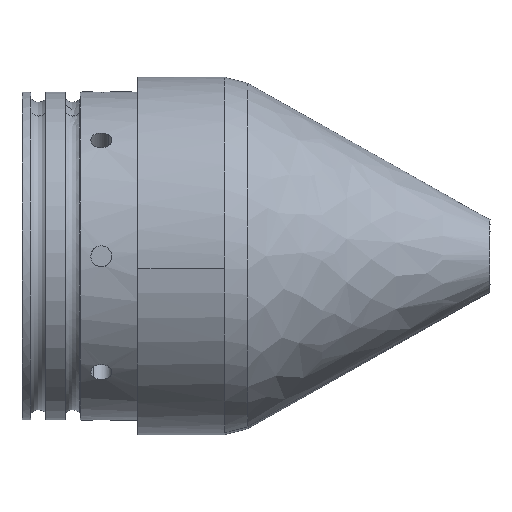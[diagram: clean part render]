
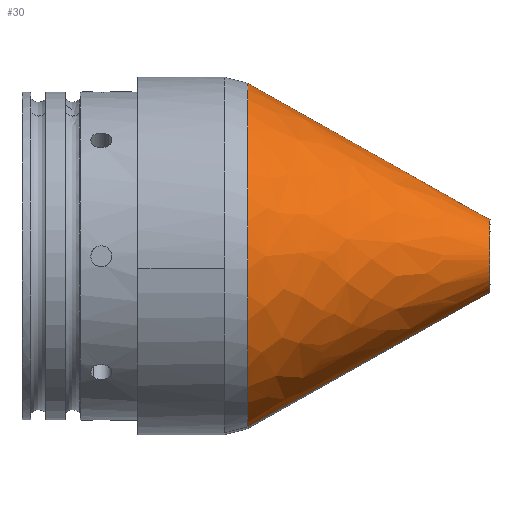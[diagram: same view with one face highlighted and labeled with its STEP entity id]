
A CAD part, front view. The second image highlights one B-rep face of the part: STEP entity #30.
In plain terms, the highlighted free-form (B-spline) face has degree [2, 1] with [5, 2] control points.
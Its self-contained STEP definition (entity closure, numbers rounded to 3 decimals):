
#30=ADVANCED_FACE('',(#141),#1580,.T.);
#141=FACE_OUTER_BOUND('',#246,.T.);
#246=EDGE_LOOP('',(#430,#431,#432,#433));
#430=ORIENTED_EDGE('',*,*,#1036,.T.);
#431=ORIENTED_EDGE('',*,*,#1037,.T.);
#432=ORIENTED_EDGE('',*,*,#909,.F.);
#433=ORIENTED_EDGE('',*,*,#1038,.F.);
#909=EDGE_CURVE('',#1383,#1414,#1272,.T.);
#1036=EDGE_CURVE('',#1491,#1492,#1184,.T.);
#1037=EDGE_CURVE('',#1492,#1414,#1185,.T.);
#1038=EDGE_CURVE('',#1491,#1383,#1186,.T.);
#1184=(
BOUNDED_CURVE()
B_SPLINE_CURVE(1,(#11336,#11337),.UNSPECIFIED.,.F.,.F.)
B_SPLINE_CURVE_WITH_KNOTS((2,2),(9.347,44.234),
 .UNSPECIFIED.)
CURVE()
GEOMETRIC_REPRESENTATION_ITEM()
RATIONAL_B_SPLINE_CURVE((1.,1.))
REPRESENTATION_ITEM('')
);
#1185=(
BOUNDED_CURVE()
B_SPLINE_CURVE(2,(#11338,#11339,#11340,#11341,#11342),.UNSPECIFIED.,.F.,
 .F.)
B_SPLINE_CURVE_WITH_KNOTS((3,2,3),(3.779,8.182,12.585),
 .UNSPECIFIED.)
CURVE()
GEOMETRIC_REPRESENTATION_ITEM()
RATIONAL_B_SPLINE_CURVE((1.,0.707,1.,0.707,1.))
REPRESENTATION_ITEM('')
);
#1186=(
BOUNDED_CURVE()
B_SPLINE_CURVE(2,(#11343,#11344,#11345,#11346,#11347,#11348,#11349),
 .UNSPECIFIED.,.F.,.F.)
B_SPLINE_CURVE_WITH_KNOTS((3,2,2,3),(-119.482,-118.737,
-117.517,-117.042),.UNSPECIFIED.)
CURVE()
GEOMETRIC_REPRESENTATION_ITEM()
RATIONAL_B_SPLINE_CURVE((1.,0.885,1.,0.707,1.,0.955,
1.))
REPRESENTATION_ITEM('')
);
#1272=B_SPLINE_CURVE_WITH_KNOTS('',1,(#9030,#9031),.UNSPECIFIED.,.F.,.F.,
(2,2),(9.347,44.234),.UNSPECIFIED.);
#1383=VERTEX_POINT('',#6650);
#1414=VERTEX_POINT('',#6681);
#1491=VERTEX_POINT('',#6758);
#1492=VERTEX_POINT('',#6759);
#1580=(
BOUNDED_SURFACE()
B_SPLINE_SURFACE(2,1,((#2998,#2999),(#3000,#3001),(#3002,#3003),(#3004,
#3005),(#3006,#3007)),.UNSPECIFIED.,.F.,.F.,.F.)
B_SPLINE_SURFACE_WITH_KNOTS((3,2,3),(2,2),(0.,59.741,119.482),
(0.,45.781),.UNSPECIFIED.)
GEOMETRIC_REPRESENTATION_ITEM()
RATIONAL_B_SPLINE_SURFACE(((1.,1.),(0.707,0.707),
(1.,1.),(0.707,0.707),(1.,1.)))
REPRESENTATION_ITEM('')
SURFACE()
);
#2998=CARTESIAN_POINT('',(420.54,-558.155,-34.032));
#2999=CARTESIAN_POINT('',(352.954,-563.876,-71.632));
#3000=CARTESIAN_POINT('',(420.54,-558.155,-34.032));
#3001=CARTESIAN_POINT('',(352.954,-601.475,-65.912));
#3002=CARTESIAN_POINT('',(420.54,-558.155,-34.032));
#3003=CARTESIAN_POINT('',(352.954,-595.755,-28.312));
#3004=CARTESIAN_POINT('',(420.54,-558.155,-34.032));
#3005=CARTESIAN_POINT('',(352.954,-590.034,9.287));
#3006=CARTESIAN_POINT('',(420.54,-558.155,-34.032));
#3007=CARTESIAN_POINT('',(352.954,-552.435,3.567));
#6650=CARTESIAN_POINT('',(406.741,-559.323,-41.709));
#6681=CARTESIAN_POINT('',(355.237,-563.682,-70.362));
#6758=CARTESIAN_POINT('',(406.741,-556.987,-26.356));
#6759=CARTESIAN_POINT('',(355.237,-552.628,2.297));
#9030=CARTESIAN_POINT('',(406.741,-559.323,-41.709));
#9031=CARTESIAN_POINT('',(355.237,-563.682,-70.362));
#11336=CARTESIAN_POINT('',(406.741,-556.987,-26.356));
#11337=CARTESIAN_POINT('',(355.237,-552.628,2.297));
#11338=CARTESIAN_POINT('',(355.237,-552.628,2.297));
#11339=CARTESIAN_POINT('',(355.237,-588.957,7.824));
#11340=CARTESIAN_POINT('',(355.237,-594.484,-28.505));
#11341=CARTESIAN_POINT('',(355.237,-600.011,-64.834));
#11342=CARTESIAN_POINT('',(355.237,-563.682,-70.362));
#11343=CARTESIAN_POINT('',(406.741,-556.987,-26.356));
#11344=CARTESIAN_POINT('',(406.741,-561.025,-25.742));
#11345=CARTESIAN_POINT('',(406.741,-563.819,-28.721));
#11346=CARTESIAN_POINT('',(406.741,-569.131,-34.385));
#11347=CARTESIAN_POINT('',(406.741,-563.467,-39.696));
#11348=CARTESIAN_POINT('',(406.741,-561.708,-41.346));
#11349=CARTESIAN_POINT('',(406.741,-559.323,-41.709));
